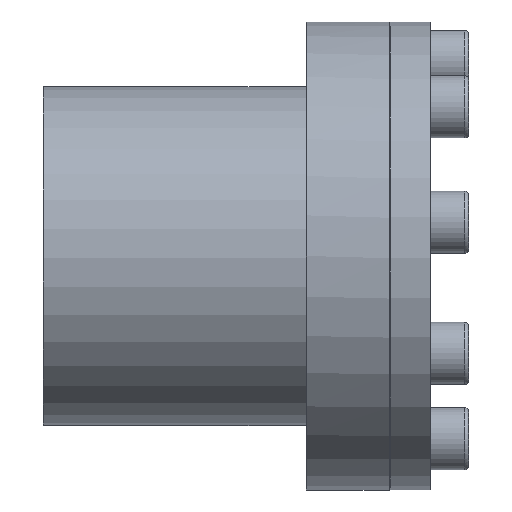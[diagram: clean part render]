
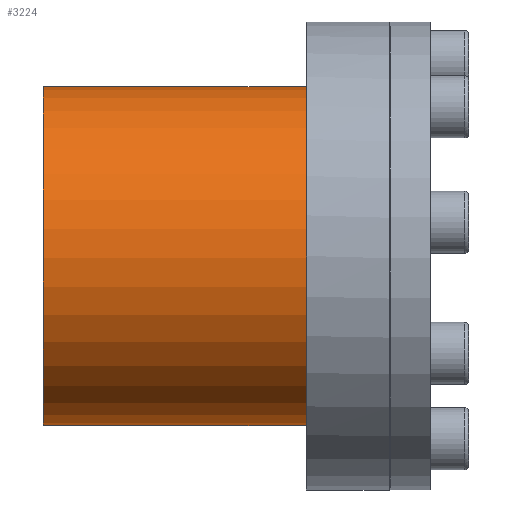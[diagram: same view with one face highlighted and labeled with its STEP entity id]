
A CAD part, left-side view. The second image highlights one B-rep face of the part: STEP entity #3224.
In plain terms, the highlighted cylindrical face has radius 35.5 mm (diameter 71 mm), a partial arc.
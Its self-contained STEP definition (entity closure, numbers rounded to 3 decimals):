
#631=CIRCLE('',#3500,35.5);
#639=CIRCLE('',#3512,35.5);
#812=VERTEX_POINT('',#4899);
#813=VERTEX_POINT('',#4901);
#817=VERTEX_POINT('',#4925);
#818=VERTEX_POINT('',#4927);
#1058=VECTOR('',#3951,1.);
#1063=VECTOR('',#3971,1.);
#1184=LINE('',#4900,#1058);
#1189=LINE('',#4926,#1063);
#1321=EDGE_CURVE('',#812,#813,#1184,.F.);
#1332=EDGE_CURVE('',#817,#818,#1189,.T.);
#1354=EDGE_CURVE('',#818,#812,#631,.T.);
#1362=EDGE_CURVE('',#817,#813,#639,.T.);
#1782=ORIENTED_EDGE('',*,*,#1321,.F.);
#1783=ORIENTED_EDGE('',*,*,#1354,.F.);
#1784=ORIENTED_EDGE('',*,*,#1332,.F.);
#1785=ORIENTED_EDGE('',*,*,#1362,.T.);
#2476=EDGE_LOOP('',(#1782,#1783,#1784,#1785));
#2861=FACE_BOUND('',#2476,.T.);
#3224=ADVANCED_FACE('',(#2861),#6194,.T.);
#3500=AXIS2_PLACEMENT_3D('',#4973,#4019,#4020);
#3512=AXIS2_PLACEMENT_3D('',#4992,#4039,#4040);
#3513=AXIS2_PLACEMENT_3D('',#4993,#4041,#4042);
#3951=DIRECTION('',(0.,-1.,0.));
#3971=DIRECTION('',(0.,-1.,0.));
#4019=DIRECTION('',(0.,-1.,0.));
#4020=DIRECTION('',(0.,0.,-35.5));
#4039=DIRECTION('',(0.,-1.,0.));
#4040=DIRECTION('',(0.,0.,-35.5));
#4041=DIRECTION('',(0.,1.,0.));
#4042=DIRECTION('',(0.,0.,-35.5));
#4899=CARTESIAN_POINT('',(13.09,26.,32.999));
#4900=CARTESIAN_POINT('',(13.09,-60.,32.999));
#4901=CARTESIAN_POINT('',(13.09,81.,32.999));
#4925=CARTESIAN_POINT('',(11.184,81.,33.692));
#4926=CARTESIAN_POINT('',(11.184,-60.,33.692));
#4927=CARTESIAN_POINT('',(11.184,26.,33.692));
#4973=CARTESIAN_POINT('',(0.,26.,0.));
#4992=CARTESIAN_POINT('',(0.,81.,0.));
#4993=CARTESIAN_POINT('',(0.,-60.,0.));
#6194=CYLINDRICAL_SURFACE('',#3513,35.5);
